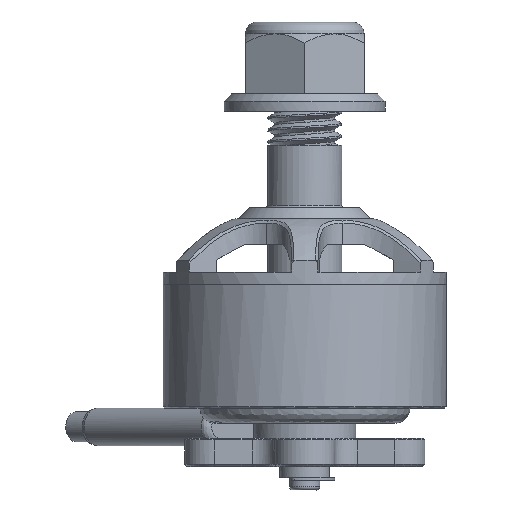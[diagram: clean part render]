
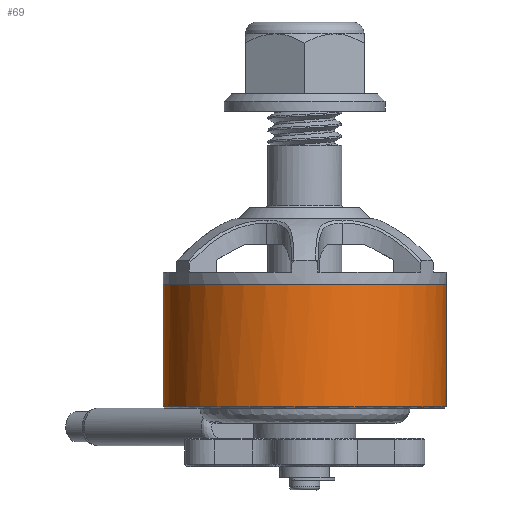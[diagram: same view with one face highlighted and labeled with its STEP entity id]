
A CAD part, front view. The second image highlights one B-rep face of the part: STEP entity #69.
In plain terms, the highlighted free-form (B-spline) face has degree [2, 1] with [9, 2] control points.
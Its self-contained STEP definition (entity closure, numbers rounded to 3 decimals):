
#21 = EDGE_CURVE('',#22,#22,#24,.T.);
#22 = VERTEX_POINT('',#23);
#23 = CARTESIAN_POINT('',(-8.398,0.,
    0.089));
#24 = ( BOUNDED_CURVE() B_SPLINE_CURVE(2,(#25,#26,#27,#28,#29,#30,#31),
.UNSPECIFIED.,.T.,.F.) B_SPLINE_CURVE_WITH_KNOTS((3,2,2,3),(
    3.142,5.236,7.33,9.425),
.PIECEWISE_BEZIER_KNOTS.) CURVE() GEOMETRIC_REPRESENTATION_ITEM() 
RATIONAL_B_SPLINE_CURVE((1.,0.5,1.,0.5,1.,0.5,1.)) REPRESENTATION_ITEM(
  '') );
#25 = CARTESIAN_POINT('',(-8.398,0.,
    0.089));
#26 = CARTESIAN_POINT('',(-8.398,14.546,
    0.089));
#27 = CARTESIAN_POINT('',(4.199,7.273,
    0.089));
#28 = CARTESIAN_POINT('',(16.797,0.,
    0.089));
#29 = CARTESIAN_POINT('',(4.199,-7.273,
    0.089));
#30 = CARTESIAN_POINT('',(-8.398,-14.546,
    0.089));
#31 = CARTESIAN_POINT('',(-8.398,0.,
    0.089));
#69 = ADVANCED_FACE('',(#70),#91,.T.);
#70 = FACE_BOUND('',#71,.T.);
#71 = EDGE_LOOP('',(#72,#84,#89,#90));
#72 = ORIENTED_EDGE('',*,*,#73,.F.);
#73 = EDGE_CURVE('',#74,#74,#76,.T.);
#74 = VERTEX_POINT('',#75);
#75 = CARTESIAN_POINT('',(-8.398,0.,
    7.355));
#76 = ( BOUNDED_CURVE() B_SPLINE_CURVE(2,(#77,#78,#79,#80,#81,#82,#83),
.UNSPECIFIED.,.T.,.F.) B_SPLINE_CURVE_WITH_KNOTS((3,2,2,3),(
    3.142,5.236,7.33,9.425),
.PIECEWISE_BEZIER_KNOTS.) CURVE() GEOMETRIC_REPRESENTATION_ITEM() 
RATIONAL_B_SPLINE_CURVE((1.,0.5,1.,0.5,1.,0.5,1.)) REPRESENTATION_ITEM(
  '') );
#77 = CARTESIAN_POINT('',(-8.398,0.,
    7.355));
#78 = CARTESIAN_POINT('',(-8.398,-14.546,7.355
    ));
#79 = CARTESIAN_POINT('',(4.199,-7.273,7.355)
  );
#80 = CARTESIAN_POINT('',(16.797,0.,
    7.355));
#81 = CARTESIAN_POINT('',(4.199,7.273,7.355)
  );
#82 = CARTESIAN_POINT('',(-8.398,14.546,7.355
    ));
#83 = CARTESIAN_POINT('',(-8.398,0.,
    7.355));
#84 = ORIENTED_EDGE('',*,*,#85,.T.);
#85 = EDGE_CURVE('',#74,#22,#86,.T.);
#86 = B_SPLINE_CURVE_WITH_KNOTS('',1,(#87,#88),.UNSPECIFIED.,.F.,.F.,(2,
    2),(-8.25,-0.1),.PIECEWISE_BEZIER_KNOTS.);
#87 = CARTESIAN_POINT('',(-8.398,0.,
    7.355));
#88 = CARTESIAN_POINT('',(-8.398,0.,
    0.089));
#89 = ORIENTED_EDGE('',*,*,#21,.F.);
#90 = ORIENTED_EDGE('',*,*,#85,.F.);
#91 = ( BOUNDED_SURFACE() B_SPLINE_SURFACE(2,1,(
    (#92,#93)
    ,(#94,#95)
    ,(#96,#97)
    ,(#98,#99)
    ,(#100,#101)
    ,(#102,#103)
    ,(#104,#105)
    ,(#106,#107)
,(#108,#109
    )),.UNSPECIFIED.,.T.,.F.,.F.) B_SPLINE_SURFACE_WITH_KNOTS((3,2,2,2,3
    ),(2,2),(-3.142,-2.094,0.,2.094,
    3.142),(0.1,8.25),.UNSPECIFIED.) 
GEOMETRIC_REPRESENTATION_ITEM() RATIONAL_B_SPLINE_SURFACE((
    (0.75,0.75)
    ,(0.75,0.75)
    ,(1.,1.)
    ,(0.5,0.5)
    ,(1.,1.)
    ,(0.5,0.5)
    ,(1.,1.)
    ,(0.75,0.75)
,(0.75,0.75))) REPRESENTATION_ITEM('') SURFACE() );
#92 = CARTESIAN_POINT('',(-8.398,0.,0.089));
#93 = CARTESIAN_POINT('',(-8.398,0.,7.355));
#94 = CARTESIAN_POINT('',(-8.398,-4.849,
    0.089));
#95 = CARTESIAN_POINT('',(-8.398,-4.849,7.355
    ));
#96 = CARTESIAN_POINT('',(-4.199,-7.273,
    0.089));
#97 = CARTESIAN_POINT('',(-4.199,-7.273,7.355
    ));
#98 = CARTESIAN_POINT('',(8.398,-14.546,
    0.089));
#99 = CARTESIAN_POINT('',(8.398,-14.546,7.355)
  );
#100 = CARTESIAN_POINT('',(8.398,0.,0.089));
#101 = CARTESIAN_POINT('',(8.398,0.,7.355));
#102 = CARTESIAN_POINT('',(8.398,14.546,
    0.089));
#103 = CARTESIAN_POINT('',(8.398,14.546,7.355
    ));
#104 = CARTESIAN_POINT('',(-4.199,7.273,
    0.089));
#105 = CARTESIAN_POINT('',(-4.199,7.273,7.355
    ));
#106 = CARTESIAN_POINT('',(-8.398,4.849,
    0.089));
#107 = CARTESIAN_POINT('',(-8.398,4.849,7.355
    ));
#108 = CARTESIAN_POINT('',(-8.398,0.,0.089));
#109 = CARTESIAN_POINT('',(-8.398,0.,7.355));
